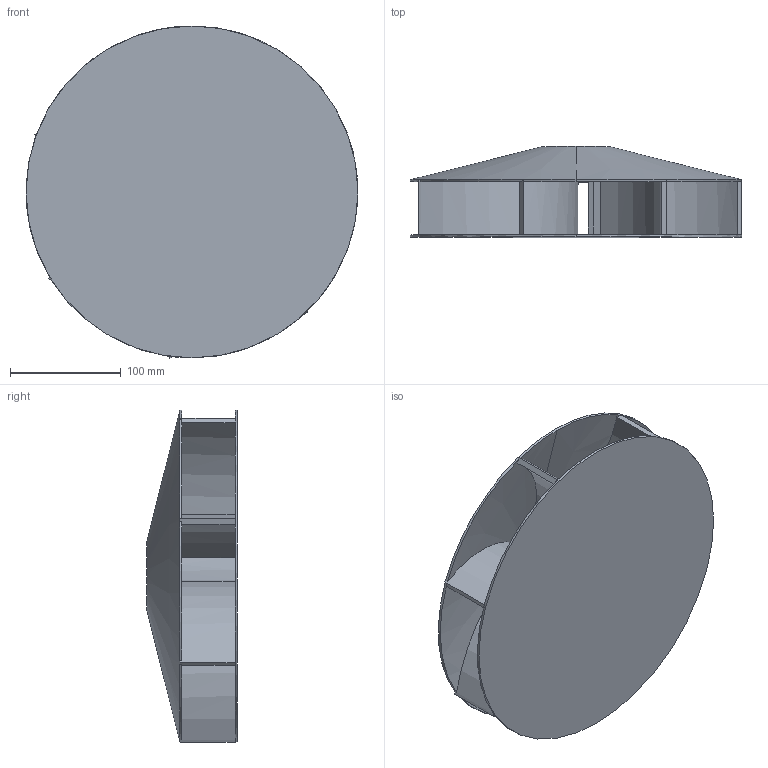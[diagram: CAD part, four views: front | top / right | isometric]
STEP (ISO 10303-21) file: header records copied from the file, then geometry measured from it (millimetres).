
FILE_DESCRIPTION (( 'STEP AP214' ), '1' );
FILE_NAME ('Impeller design.step', '2023-06-15T00:34:52', ( '' ), ( '' ), 'SwSTEP 2.0', 'SolidWorks 2022', '' );
FILE_SCHEMA (( 'AUTOMOTIVE_DESIGN' ));
Length unit declared in the file: millimetre
Products named in the file (1): Impeller design
Bounding box: 300 x 82 x 300.14 mm (x, y, z)
Volume: 555504.9 mm3; surface area: 390376.9 mm2
Topology: 1 solids, 1 shells, 55 faces, 179 edges, 112 vertices
Faces by surface type: plane 22, cylinder 18, cone 15
Entity records: 2400 total; most frequent: CARTESIAN_POINT 843, ORIENTED_EDGE 358, DIRECTION 294, EDGE_CURVE 179, AXIS2_PLACEMENT_3D 117, VERTEX_POINT 112, CIRCLE 61, LINE 60
